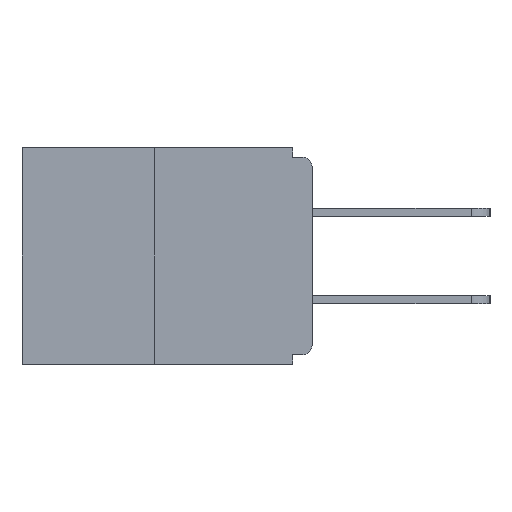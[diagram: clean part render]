
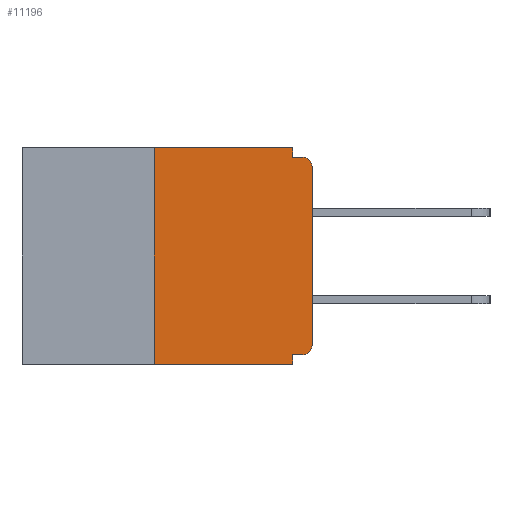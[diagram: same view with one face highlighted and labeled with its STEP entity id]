
A CAD part, left-side view. The second image highlights one B-rep face of the part: STEP entity #11196.
In plain terms, the highlighted planar face has unit normal (-1, 0, 0).
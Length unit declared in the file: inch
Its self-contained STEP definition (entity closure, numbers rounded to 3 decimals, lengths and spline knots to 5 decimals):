
#616 = DIRECTION ( 'NONE',  ( 0., 0., -1. ) ) ;
#847 = ORIENTED_EDGE ( 'NONE', *, *, #18649, .F. ) ;
#1076 = CARTESIAN_POINT ( 'NONE',  ( 0., 0.015, -0.328 ) ) ;
#1179 = VERTEX_POINT ( 'NONE', #11974 ) ;
#1239 = CARTESIAN_POINT ( 'NONE',  ( 0., 0.015, -0.313 ) ) ;
#1395 = ORIENTED_EDGE ( 'NONE', *, *, #23151, .T. ) ;
#1705 = EDGE_CURVE ( 'NONE', #2068, #2644, #21456, .T. ) ;
#2028 = CARTESIAN_POINT ( 'NONE',  ( 0., 0.46, 0. ) ) ;
#2066 = LINE ( 'NONE', #4391, #11254 ) ;
#2068 = VERTEX_POINT ( 'NONE', #1076 ) ;
#2372 = DIRECTION ( 'NONE',  ( 0., 1., 0. ) ) ;
#2473 = CARTESIAN_POINT ( 'NONE',  ( 0., 0.015, -0.015 ) ) ;
#2644 = VERTEX_POINT ( 'NONE', #4731 ) ;
#3503 = CARTESIAN_POINT ( 'NONE',  ( 0., 0., -0.328 ) ) ;
#3727 = ORIENTED_EDGE ( 'NONE', *, *, #1705, .F. ) ;
#3986 = DIRECTION ( 'NONE',  ( 0., -1., 0. ) ) ;
#4391 = CARTESIAN_POINT ( 'NONE',  ( 0., 0.031, 0. ) ) ;
#4731 = CARTESIAN_POINT ( 'NONE',  ( 0., 0.031, -0.328 ) ) ;
#4748 = VERTEX_POINT ( 'NONE', #25295 ) ;
#4977 = CARTESIAN_POINT ( 'NONE',  ( 0., 0., -0.015 ) ) ;
#4985 = PLANE ( 'NONE',  #22698 ) ;
#5118 = EDGE_CURVE ( 'NONE', #2068, #5941, #22227, .T. ) ;
#5411 = LINE ( 'NONE', #21652, #10620 ) ;
#5413 = ORIENTED_EDGE ( 'NONE', *, *, #18402, .F. ) ;
#5458 = CARTESIAN_POINT ( 'NONE',  ( 0., 0.031, -0.343 ) ) ;
#5464 = EDGE_LOOP ( 'NONE', ( #10903, #12300, #1395, #15348, #3727, #21595, #15824, #13883, #847, #5413 ) ) ;
#5809 = EDGE_CURVE ( 'NONE', #11091, #24290, #16081, .T. ) ;
#5941 = VERTEX_POINT ( 'NONE', #19400 ) ;
#6374 = VECTOR ( 'NONE', #14623, 39.37008 ) ;
#7217 = VECTOR ( 'NONE', #12013, 39.37008 ) ;
#8507 = VERTEX_POINT ( 'NONE', #24734 ) ;
#8749 = LINE ( 'NONE', #2028, #25278 ) ;
#9198 = DIRECTION ( 'NONE',  ( 0., 0., -1. ) ) ;
#9778 = DIRECTION ( 'NONE',  ( -1., 0., 0. ) ) ;
#9874 = VECTOR ( 'NONE', #2372, 39.37008 ) ;
#10620 = VECTOR ( 'NONE', #3986, 39.37008 ) ;
#10627 = LINE ( 'NONE', #4977, #6374 ) ;
#10903 = ORIENTED_EDGE ( 'NONE', *, *, #23770, .F. ) ;
#11091 = VERTEX_POINT ( 'NONE', #22158 ) ;
#11196 = ADVANCED_FACE ( 'NONE', ( #21711 ), #4985, .F. ) ;
#11254 = VECTOR ( 'NONE', #616, 39.37008 ) ;
#11317 = VECTOR ( 'NONE', #23621, 39.37008 ) ;
#11974 = CARTESIAN_POINT ( 'NONE',  ( 0., 0.25, -0.343 ) ) ;
#12013 = DIRECTION ( 'NONE',  ( 0., 0., -1. ) ) ;
#12300 = ORIENTED_EDGE ( 'NONE', *, *, #16348, .F. ) ;
#13010 = DIRECTION ( 'NONE',  ( 1., 0., 0. ) ) ;
#13650 = DIRECTION ( 'NONE',  ( 0., 0., 1. ) ) ;
#13883 = ORIENTED_EDGE ( 'NONE', *, *, #5809, .T. ) ;
#14221 = LINE ( 'NONE', #5458, #7217 ) ;
#14623 = DIRECTION ( 'NONE',  ( 0., -1., 0. ) ) ;
#15268 = LINE ( 'NONE', #17917, #19526 ) ;
#15348 = ORIENTED_EDGE ( 'NONE', *, *, #19564, .F. ) ;
#15824 = ORIENTED_EDGE ( 'NONE', *, *, #17587, .T. ) ;
#15855 = CARTESIAN_POINT ( 'NONE',  ( 0., 0.25, 0. ) ) ;
#16081 = CIRCLE ( 'NONE', #24088, 0.015 ) ;
#16348 = EDGE_CURVE ( 'NONE', #1179, #8507, #23536, .T. ) ;
#16638 = VERTEX_POINT ( 'NONE', #16953 ) ;
#16883 = DIRECTION ( 'NONE',  ( -1., 0., 0. ) ) ;
#16953 = CARTESIAN_POINT ( 'NONE',  ( 0., 0.031, -0.343 ) ) ;
#17587 = EDGE_CURVE ( 'NONE', #5941, #11091, #15268, .T. ) ;
#17917 = CARTESIAN_POINT ( 'NONE',  ( 0., 0., 0. ) ) ;
#18402 = EDGE_CURVE ( 'NONE', #4748, #19884, #2066, .T. ) ;
#18649 = EDGE_CURVE ( 'NONE', #19884, #24290, #10627, .T. ) ;
#19400 = CARTESIAN_POINT ( 'NONE',  ( 0., 0., -0.313 ) ) ;
#19526 = VECTOR ( 'NONE', #13650, 39.37008 ) ;
#19564 = EDGE_CURVE ( 'NONE', #2644, #16638, #14221, .T. ) ;
#19701 = DIRECTION ( 'NONE',  ( 0., -1., 0. ) ) ;
#19884 = VERTEX_POINT ( 'NONE', #24889 ) ;
#21370 = DIRECTION ( 'NONE',  ( 0., 0., -1. ) ) ;
#21456 = LINE ( 'NONE', #3503, #9874 ) ;
#21595 = ORIENTED_EDGE ( 'NONE', *, *, #5118, .T. ) ;
#21652 = CARTESIAN_POINT ( 'NONE',  ( 0., 0.46, -0.343 ) ) ;
#21711 = FACE_OUTER_BOUND ( 'NONE', #5464, .T. ) ;
#22158 = CARTESIAN_POINT ( 'NONE',  ( 0., 0., -0.03 ) ) ;
#22227 = CIRCLE ( 'NONE', #24234, 0.015 ) ;
#22583 = CARTESIAN_POINT ( 'NONE',  ( 0., 0.46, 0. ) ) ;
#22698 = AXIS2_PLACEMENT_3D ( 'NONE', #22583, #13010, #24537 ) ;
#23151 = EDGE_CURVE ( 'NONE', #1179, #16638, #5411, .T. ) ;
#23536 = LINE ( 'NONE', #15855, #11317 ) ;
#23621 = DIRECTION ( 'NONE',  ( 0., 0., 1. ) ) ;
#23663 = CARTESIAN_POINT ( 'NONE',  ( 0., 0.015, -0.03 ) ) ;
#23770 = EDGE_CURVE ( 'NONE', #8507, #4748, #8749, .T. ) ;
#24088 = AXIS2_PLACEMENT_3D ( 'NONE', #23663, #9778, #21370 ) ;
#24234 = AXIS2_PLACEMENT_3D ( 'NONE', #1239, #16883, #9198 ) ;
#24290 = VERTEX_POINT ( 'NONE', #2473 ) ;
#24537 = DIRECTION ( 'NONE',  ( 0., 0., -1. ) ) ;
#24734 = CARTESIAN_POINT ( 'NONE',  ( 0., 0.25, 0. ) ) ;
#24889 = CARTESIAN_POINT ( 'NONE',  ( 0., 0.031, -0.015 ) ) ;
#25278 = VECTOR ( 'NONE', #19701, 39.37008 ) ;
#25295 = CARTESIAN_POINT ( 'NONE',  ( 0., 0.031, 0. ) ) ;
